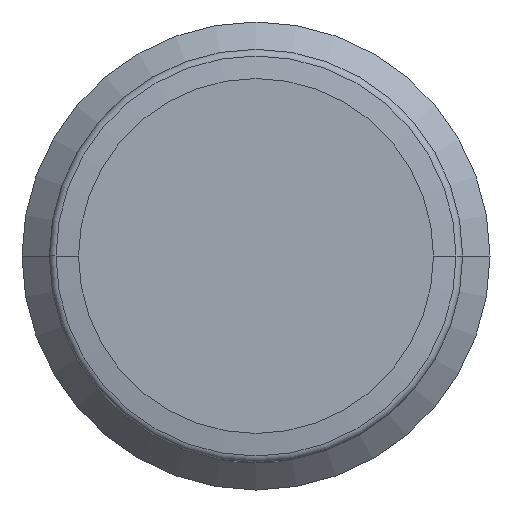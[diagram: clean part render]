
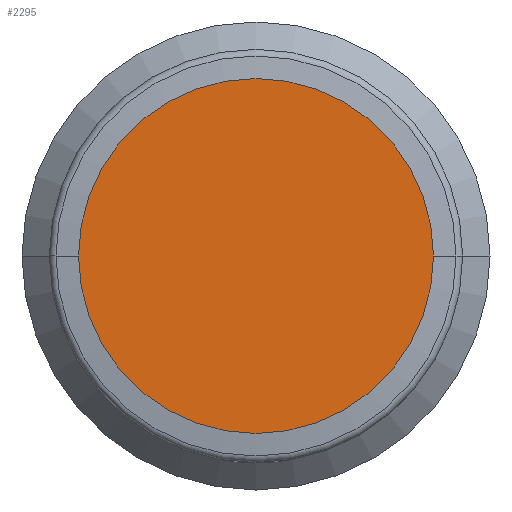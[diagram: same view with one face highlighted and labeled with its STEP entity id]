
A CAD part, front view. The second image highlights one B-rep face of the part: STEP entity #2295.
In plain terms, the highlighted planar face has unit normal (0, -1, 0).
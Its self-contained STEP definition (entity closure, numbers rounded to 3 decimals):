
#251=CARTESIAN_POINT('',(0.,-1.5,0.));
#252=DIRECTION('',(0.,1.,0.));
#253=DIRECTION('',(1.,0.,0.));
#254=AXIS2_PLACEMENT_3D('',#251,#252,#253);
#256=CARTESIAN_POINT('',(0.,-1.5,0.));
#257=DIRECTION('',(0.,1.,0.));
#258=DIRECTION('',(-1.,0.,0.));
#259=AXIS2_PLACEMENT_3D('',#256,#257,#258);
#1866=CARTESIAN_POINT('',(4.55,-1.5,0.));
#1867=CARTESIAN_POINT('',(-4.55,-1.5,0.));
#1868=VERTEX_POINT('',#1866);
#1869=VERTEX_POINT('',#1867);
#2286=CARTESIAN_POINT('',(0.,-1.5,0.));
#2287=DIRECTION('',(0.,1.,0.));
#2288=DIRECTION('',(1.,0.,0.));
#2289=AXIS2_PLACEMENT_3D('',#2286,#2287,#2288);
#2290=PLANE('',#2289);
#2291=ORIENTED_EDGE('',*,*,#2232,.T.);
#2292=ORIENTED_EDGE('',*,*,#2254,.T.);
#2293=EDGE_LOOP('',(#2291,#2292));
#2294=FACE_OUTER_BOUND('',#2293,.F.);
#2295=ADVANCED_FACE('',(#2294),#2290,.F.);
#255=CIRCLE('',#254,4.55);
#260=CIRCLE('',#259,4.55);
#2232=EDGE_CURVE('',#1868,#1869,#255,.T.);
#2254=EDGE_CURVE('',#1869,#1868,#260,.T.);
